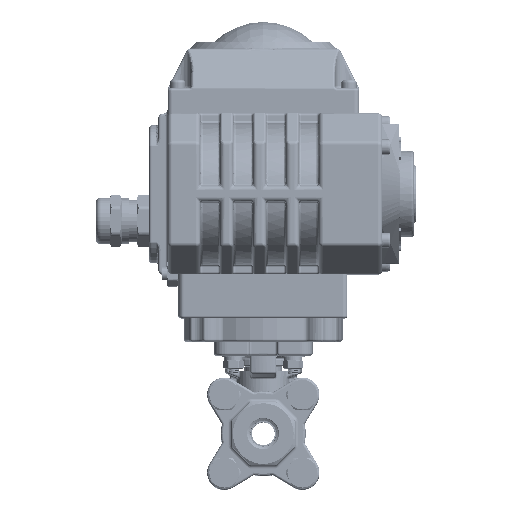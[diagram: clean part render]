
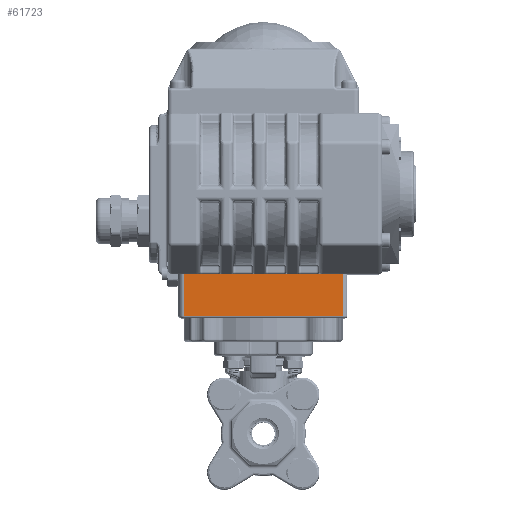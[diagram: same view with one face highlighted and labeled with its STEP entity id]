
A CAD part, top view. The second image highlights one B-rep face of the part: STEP entity #61723.
In plain terms, the highlighted planar face has unit normal (0, 0, 1).
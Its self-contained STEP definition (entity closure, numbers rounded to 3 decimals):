
#3608 = VECTOR ( 'NONE', #203924, 1000. ) ;
#5548 = EDGE_CURVE ( 'NONE', #109005, #75558, #105646, .T. ) ;
#12351 = EDGE_CURVE ( 'NONE', #45330, #108092, #129774, .T. ) ;
#25261 = CARTESIAN_POINT ( 'NONE',  ( -36., 68.25, 40. ) ) ;
#29227 = VECTOR ( 'NONE', #182651, 1000. ) ;
#41495 = DIRECTION ( 'NONE',  ( 1., 0., 0. ) ) ;
#43804 = AXIS2_PLACEMENT_3D ( 'NONE', #25261, #159622, #44605 ) ;
#44605 = DIRECTION ( 'NONE',  ( -1., 0., 0. ) ) ;
#45330 = VERTEX_POINT ( 'NONE', #59858 ) ;
#48236 = CARTESIAN_POINT ( 'NONE',  ( -36., 68.25, 40. ) ) ;
#59858 = CARTESIAN_POINT ( 'NONE',  ( 34., 50.45, 40. ) ) ;
#61723 = ADVANCED_FACE ( 'NONE', ( #91032 ), #197481, .F. ) ;
#73537 = CARTESIAN_POINT ( 'NONE',  ( -34., 68.25, 40. ) ) ;
#75558 = VERTEX_POINT ( 'NONE', #101697 ) ;
#91032 = FACE_OUTER_BOUND ( 'NONE', #94260, .T. ) ;
#94260 = EDGE_LOOP ( 'NONE', ( #167498, #98438, #236696, #126767 ) ) ;
#98438 = ORIENTED_EDGE ( 'NONE', *, *, #114350, .T. ) ;
#101697 = CARTESIAN_POINT ( 'NONE',  ( -34., 50.45, 40. ) ) ;
#105646 = LINE ( 'NONE', #222462, #3608 ) ;
#108092 = VERTEX_POINT ( 'NONE', #195018 ) ;
#109005 = VERTEX_POINT ( 'NONE', #73537 ) ;
#114350 = EDGE_CURVE ( 'NONE', #75558, #45330, #121179, .T. ) ;
#121179 = LINE ( 'NONE', #121233, #223394 ) ;
#121233 = CARTESIAN_POINT ( 'NONE',  ( -36., 50.45, 40. ) ) ;
#126767 = ORIENTED_EDGE ( 'NONE', *, *, #185600, .F. ) ;
#126929 = DIRECTION ( 'NONE',  ( 0., 1., 0. ) ) ;
#128558 = CARTESIAN_POINT ( 'NONE',  ( 34., 68.25, 40. ) ) ;
#129774 = LINE ( 'NONE', #128558, #180933 ) ;
#131419 = LINE ( 'NONE', #48236, #29227 ) ;
#159622 = DIRECTION ( 'NONE',  ( 0., 0., -1. ) ) ;
#167498 = ORIENTED_EDGE ( 'NONE', *, *, #5548, .T. ) ;
#180933 = VECTOR ( 'NONE', #126929, 1000. ) ;
#182651 = DIRECTION ( 'NONE',  ( 1., 0., 0. ) ) ;
#185600 = EDGE_CURVE ( 'NONE', #109005, #108092, #131419, .T. ) ;
#195018 = CARTESIAN_POINT ( 'NONE',  ( 34., 68.25, 40. ) ) ;
#197481 = PLANE ( 'NONE',  #43804 ) ;
#203924 = DIRECTION ( 'NONE',  ( 0., -1., 0. ) ) ;
#222462 = CARTESIAN_POINT ( 'NONE',  ( -34., 68.25, 40. ) ) ;
#223394 = VECTOR ( 'NONE', #41495, 1000. ) ;
#236696 = ORIENTED_EDGE ( 'NONE', *, *, #12351, .T. ) ;
